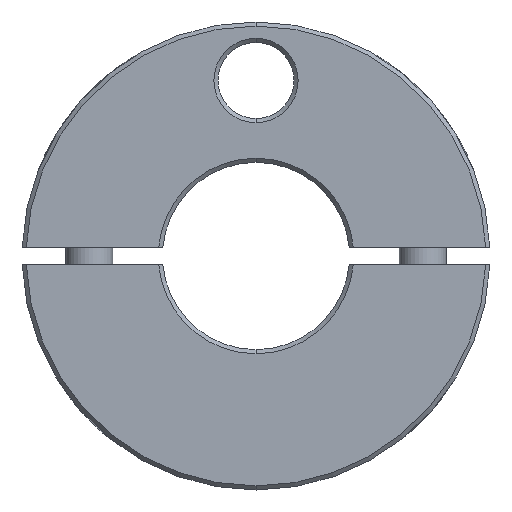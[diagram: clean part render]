
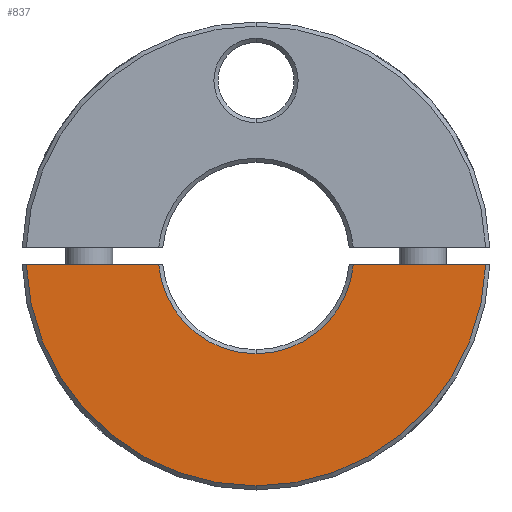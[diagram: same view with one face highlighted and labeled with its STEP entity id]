
A CAD part, front view. The second image highlights one B-rep face of the part: STEP entity #837.
In plain terms, the highlighted planar face has unit normal (0, -1, 0).
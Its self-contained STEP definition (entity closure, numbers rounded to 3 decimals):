
#677=VERTEX_POINT('',#1715);
#837=ADVANCED_FACE('',(#1886),#1887,.T.);
#869=EDGE_CURVE('',#1287,#1477,#1923,.T.);
#1243=VERTEX_POINT('',#2344);
#1247=EDGE_CURVE('',#1345,#1287,#2348,.T.);
#1287=VERTEX_POINT('',#2398);
#1303=EDGE_CURVE('',#1243,#1527,#2417,.T.);
#1345=VERTEX_POINT('',#2469);
#1365=EDGE_CURVE('',#677,#1345,#2491,.T.);
#1377=EDGE_CURVE('',#1243,#677,#2503,.T.);
#1435=EDGE_CURVE('',#1527,#1477,#2569,.T.);
#1477=VERTEX_POINT('',#2615);
#1527=VERTEX_POINT('',#2670);
#1715=CARTESIAN_POINT('',(-39.271,-20.0,-1.5));
#1886=FACE_OUTER_BOUND('',#3284,.T.);
#1887=PLANE('',#3285);
#1923=LINE('',#3349,#3350);
#2344=CARTESIAN_POINT('',(-16.632,-20.0,-1.5));
#2348=CIRCLE('',#4041,39.3);
#2398=CARTESIAN_POINT('',(39.271,-20.0,-1.5));
#2417=CIRCLE('',#4163,16.7);
#2469=CARTESIAN_POINT('',(0.,-20.,-39.3));
#2491=CIRCLE('',#4282,39.3);
#2503=LINE('',#4297,#4298);
#2569=CIRCLE('',#4448,16.7);
#2615=CARTESIAN_POINT('',(16.632,-20.0,-1.5));
#2670=CARTESIAN_POINT('',(0.,-20.,-16.7));
#3284=EDGE_LOOP('',(#4965,#4966,#4967,#4968,#4969,#4970));
#3285=AXIS2_PLACEMENT_3D('',#4971,#4972,#4973);
#3349=CARTESIAN_POINT('',(40.0,-20.,-1.5));
#3350=VECTOR('',#5011,1.0);
#4041=AXIS2_PLACEMENT_3D('',#5529,#5530,#5531);
#4163=AXIS2_PLACEMENT_3D('',#5641,#5642,#5643);
#4282=AXIS2_PLACEMENT_3D('',#5753,#5754,#5755);
#4297=CARTESIAN_POINT('',(10.25,-20.,-1.5));
#4298=VECTOR('',#5762,1.0);
#4448=AXIS2_PLACEMENT_3D('',#5852,#5853,#5854);
#4965=ORIENTED_EDGE('',*,*,#869,.T.);
#4966=ORIENTED_EDGE('',*,*,#1435,.F.);
#4967=ORIENTED_EDGE('',*,*,#1303,.F.);
#4968=ORIENTED_EDGE('',*,*,#1377,.T.);
#4969=ORIENTED_EDGE('',*,*,#1365,.T.);
#4970=ORIENTED_EDGE('',*,*,#1247,.T.);
#4971=CARTESIAN_POINT('',(0.,-20.,28.));
#4972=DIRECTION('',(0.,-1.0,0.));
#4973=DIRECTION('',(0.,0.,1.0));
#5011=DIRECTION('',(-1.0,0.,0.));
#5529=CARTESIAN_POINT('',(0.,-20.,0.));
#5530=DIRECTION('',(0.,-1.0,0.));
#5531=DIRECTION('',(0.,0.,1.0));
#5641=CARTESIAN_POINT('',(0.,-20.,0.));
#5642=DIRECTION('',(0.,-1.0,0.));
#5643=DIRECTION('',(0.,0.,1.0));
#5753=CARTESIAN_POINT('',(0.,-20.,0.));
#5754=DIRECTION('',(0.,-1.0,0.));
#5755=DIRECTION('',(0.,0.,1.0));
#5762=DIRECTION('',(-1.0,0.,0.));
#5852=CARTESIAN_POINT('',(0.,-20.,0.));
#5853=DIRECTION('',(0.,-1.0,0.));
#5854=DIRECTION('',(0.,0.,1.0));
